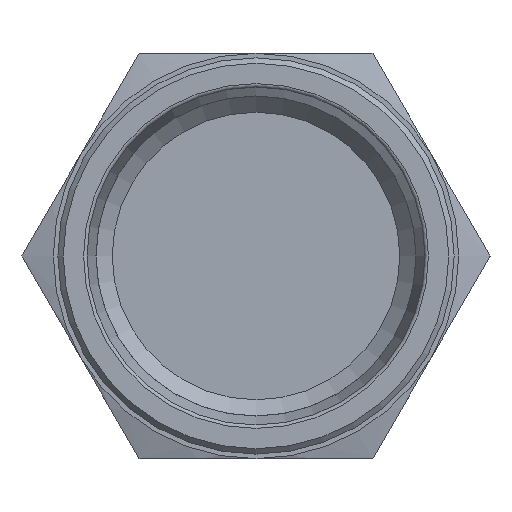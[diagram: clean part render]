
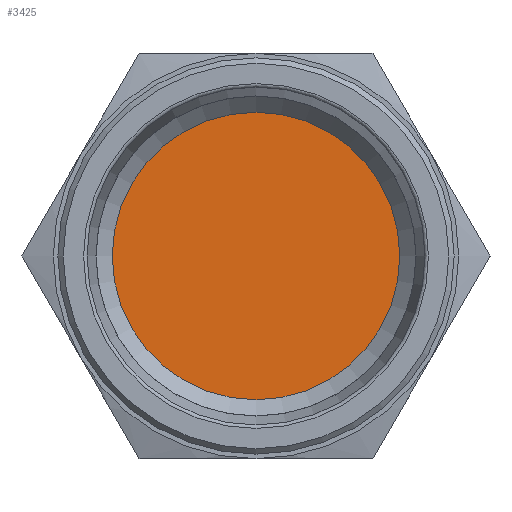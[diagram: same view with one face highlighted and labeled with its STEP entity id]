
A CAD part, left-side view. The second image highlights one B-rep face of the part: STEP entity #3425.
In plain terms, the highlighted planar face has unit normal (-1, 0, 0).
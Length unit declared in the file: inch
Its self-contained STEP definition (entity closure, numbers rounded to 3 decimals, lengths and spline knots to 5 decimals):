
#3342=CARTESIAN_POINT('',(0.9,0.0,0.399));
#3343=VERTEX_POINT('',#3342);
#3344=CARTESIAN_POINT('',(0.9,0.0,0.0));
#3345=DIRECTION('',(-1.0,0.0,0.0));
#3346=DIRECTION('',(0.0,0.0,1.0));
#3347=AXIS2_PLACEMENT_3D('',#3344,#3345,#3346);
#3348=CIRCLE('',#3347,0.399);
#3349=EDGE_CURVE('',#3343,#3343,#3348,.T.);
#3417=CARTESIAN_POINT('',(0.9,0.399,0.0));
#3418=DIRECTION('',(1.0,0.0,0.0));
#3419=DIRECTION('',(0.0,0.0,-1.0));
#3420=AXIS2_PLACEMENT_3D('',#3417,#3418,#3419);
#3421=PLANE('',#3420);
#3422=ORIENTED_EDGE('',*,*,#3349,.T.);
#3423=EDGE_LOOP('',(#3422));
#3424=FACE_OUTER_BOUND('',#3423,.T.);
#3425=ADVANCED_FACE('',(#3424),#3421,.F.);
